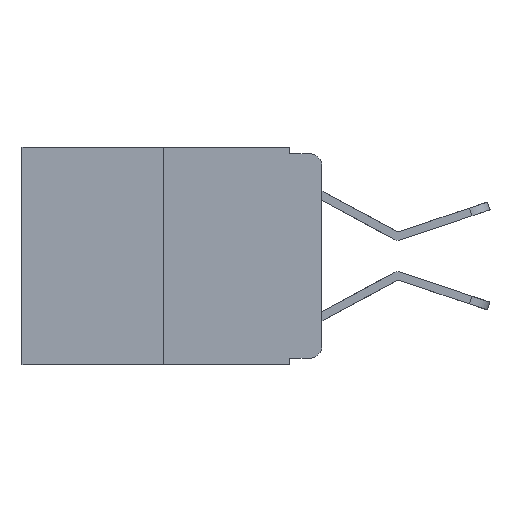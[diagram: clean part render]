
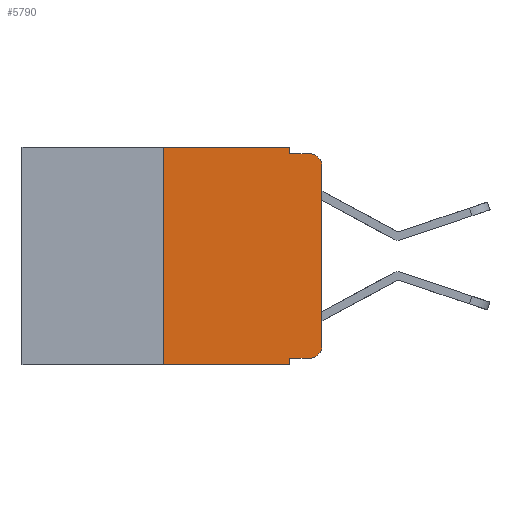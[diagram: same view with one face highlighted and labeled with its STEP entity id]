
A CAD part, left-side view. The second image highlights one B-rep face of the part: STEP entity #5790.
In plain terms, the highlighted planar face has unit normal (-1, 0, 0).
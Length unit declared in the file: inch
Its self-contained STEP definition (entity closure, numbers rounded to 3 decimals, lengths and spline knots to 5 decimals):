
#93 = ORIENTED_EDGE ( 'NONE', *, *, #13076, .T. ) ;
#180 = VERTEX_POINT ( 'NONE', #1645 ) ;
#438 = LINE ( 'NONE', #18185, #16054 ) ;
#645 = DIRECTION ( 'NONE',  ( 0., -1., 0. ) ) ;
#782 = CARTESIAN_POINT ( 'NONE',  ( 0., 0.051, 0. ) ) ;
#854 = DIRECTION ( 'NONE',  ( 0., -1., 0. ) ) ;
#1645 = CARTESIAN_POINT ( 'NONE',  ( 0., 0.02, -0.333 ) ) ;
#1817 = VERTEX_POINT ( 'NONE', #15739 ) ;
#2130 = VECTOR ( 'NONE', #8632, 39.37008 ) ;
#2204 = CIRCLE ( 'NONE', #14722, 0.02 ) ;
#2211 = EDGE_CURVE ( 'NONE', #11656, #3153, #13927, .T. ) ;
#2368 = VECTOR ( 'NONE', #7400, 39.37008 ) ;
#2420 = EDGE_LOOP ( 'NONE', ( #15478, #8562, #18196, #16615, #10430, #6931, #17787, #2843, #93, #8390 ) ) ;
#2527 = EDGE_CURVE ( 'NONE', #14106, #6978, #4804, .T. ) ;
#2736 = CARTESIAN_POINT ( 'NONE',  ( 0., 0.051, 0. ) ) ;
#2843 = ORIENTED_EDGE ( 'NONE', *, *, #9803, .F. ) ;
#3153 = VERTEX_POINT ( 'NONE', #3450 ) ;
#3450 = CARTESIAN_POINT ( 'NONE',  ( 0., 0., -0.03 ) ) ;
#3481 = CARTESIAN_POINT ( 'NONE',  ( 0., 0.051, -0.343 ) ) ;
#4203 = VERTEX_POINT ( 'NONE', #18139 ) ;
#4300 = VECTOR ( 'NONE', #11093, 39.37008 ) ;
#4804 = LINE ( 'NONE', #8231, #4300 ) ;
#5237 = VERTEX_POINT ( 'NONE', #14620 ) ;
#5463 = EDGE_CURVE ( 'NONE', #180, #11656, #2204, .T. ) ;
#5501 = CARTESIAN_POINT ( 'NONE',  ( 0., 0.473, 0. ) ) ;
#5543 = CIRCLE ( 'NONE', #6823, 0.02 ) ;
#5790 = ADVANCED_FACE ( 'NONE', ( #12118 ), #14422, .F. ) ;
#5997 = LINE ( 'NONE', #12857, #13455 ) ;
#6014 = VECTOR ( 'NONE', #12156, 39.37008 ) ;
#6324 = VERTEX_POINT ( 'NONE', #782 ) ;
#6432 = CARTESIAN_POINT ( 'NONE',  ( 0., 0.051, -0.333 ) ) ;
#6500 = LINE ( 'NONE', #2736, #2368 ) ;
#6724 = LINE ( 'NONE', #18821, #2130 ) ;
#6823 = AXIS2_PLACEMENT_3D ( 'NONE', #16426, #7601, #17871 ) ;
#6931 = ORIENTED_EDGE ( 'NONE', *, *, #7199, .F. ) ;
#6978 = VERTEX_POINT ( 'NONE', #3481 ) ;
#7016 = DIRECTION ( 'NONE',  ( 1., 0., 0. ) ) ;
#7199 = EDGE_CURVE ( 'NONE', #14106, #1817, #6724, .T. ) ;
#7400 = DIRECTION ( 'NONE',  ( 0., 0., -1. ) ) ;
#7601 = DIRECTION ( 'NONE',  ( -1., 0., 0. ) ) ;
#7753 = CARTESIAN_POINT ( 'NONE',  ( 0., 0.02, -0.313 ) ) ;
#8184 = VERTEX_POINT ( 'NONE', #6432 ) ;
#8231 = CARTESIAN_POINT ( 'NONE',  ( 0., 0.473, -0.343 ) ) ;
#8390 = ORIENTED_EDGE ( 'NONE', *, *, #5463, .T. ) ;
#8562 = ORIENTED_EDGE ( 'NONE', *, *, #9867, .T. ) ;
#8593 = CARTESIAN_POINT ( 'NONE',  ( 0., 0.473, 0. ) ) ;
#8632 = DIRECTION ( 'NONE',  ( 0., 0., 1. ) ) ;
#8845 = CARTESIAN_POINT ( 'NONE',  ( 0., 0., -0.313 ) ) ;
#8858 = CARTESIAN_POINT ( 'NONE',  ( 0., 0.25, -0.343 ) ) ;
#8965 = VECTOR ( 'NONE', #14737, 39.37008 ) ;
#9268 = DIRECTION ( 'NONE',  ( 0., 0., -1. ) ) ;
#9803 = EDGE_CURVE ( 'NONE', #8184, #6978, #6500, .T. ) ;
#9867 = EDGE_CURVE ( 'NONE', #3153, #4203, #5543, .T. ) ;
#10430 = ORIENTED_EDGE ( 'NONE', *, *, #14505, .F. ) ;
#11093 = DIRECTION ( 'NONE',  ( 0., -1., 0. ) ) ;
#11437 = LINE ( 'NONE', #8593, #14456 ) ;
#11656 = VERTEX_POINT ( 'NONE', #8845 ) ;
#12118 = FACE_OUTER_BOUND ( 'NONE', #2420, .T. ) ;
#12156 = DIRECTION ( 'NONE',  ( 0., 0., 1. ) ) ;
#12857 = CARTESIAN_POINT ( 'NONE',  ( 0., 0.051, -0.01 ) ) ;
#13076 = EDGE_CURVE ( 'NONE', #8184, #180, #438, .T. ) ;
#13318 = CARTESIAN_POINT ( 'NONE',  ( 0., 0.051, 0. ) ) ;
#13455 = VECTOR ( 'NONE', #645, 39.37008 ) ;
#13927 = LINE ( 'NONE', #15687, #6014 ) ;
#14106 = VERTEX_POINT ( 'NONE', #8858 ) ;
#14422 = PLANE ( 'NONE',  #19216 ) ;
#14456 = VECTOR ( 'NONE', #854, 39.37008 ) ;
#14505 = EDGE_CURVE ( 'NONE', #1817, #6324, #11437, .T. ) ;
#14620 = CARTESIAN_POINT ( 'NONE',  ( 0., 0.051, -0.01 ) ) ;
#14722 = AXIS2_PLACEMENT_3D ( 'NONE', #7753, #18028, #9268 ) ;
#14737 = DIRECTION ( 'NONE',  ( 0., 0., -1. ) ) ;
#15348 = DIRECTION ( 'NONE',  ( 0., -1., 0. ) ) ;
#15478 = ORIENTED_EDGE ( 'NONE', *, *, #2211, .T. ) ;
#15687 = CARTESIAN_POINT ( 'NONE',  ( 0., 0., 0. ) ) ;
#15739 = CARTESIAN_POINT ( 'NONE',  ( 0., 0.25, 0. ) ) ;
#16054 = VECTOR ( 'NONE', #15348, 39.37008 ) ;
#16426 = CARTESIAN_POINT ( 'NONE',  ( 0., 0.02, -0.03 ) ) ;
#16615 = ORIENTED_EDGE ( 'NONE', *, *, #19476, .F. ) ;
#16633 = EDGE_CURVE ( 'NONE', #5237, #4203, #5997, .T. ) ;
#17238 = LINE ( 'NONE', #13318, #8965 ) ;
#17332 = DIRECTION ( 'NONE',  ( 0., 0., -1. ) ) ;
#17787 = ORIENTED_EDGE ( 'NONE', *, *, #2527, .T. ) ;
#17871 = DIRECTION ( 'NONE',  ( 0., 0., -1. ) ) ;
#18028 = DIRECTION ( 'NONE',  ( -1., 0., 0. ) ) ;
#18139 = CARTESIAN_POINT ( 'NONE',  ( 0., 0.02, -0.01 ) ) ;
#18185 = CARTESIAN_POINT ( 'NONE',  ( 0., 0.051, -0.333 ) ) ;
#18196 = ORIENTED_EDGE ( 'NONE', *, *, #16633, .F. ) ;
#18821 = CARTESIAN_POINT ( 'NONE',  ( 0., 0.25, 0. ) ) ;
#19216 = AXIS2_PLACEMENT_3D ( 'NONE', #5501, #7016, #17332 ) ;
#19476 = EDGE_CURVE ( 'NONE', #6324, #5237, #17238, .T. ) ;
